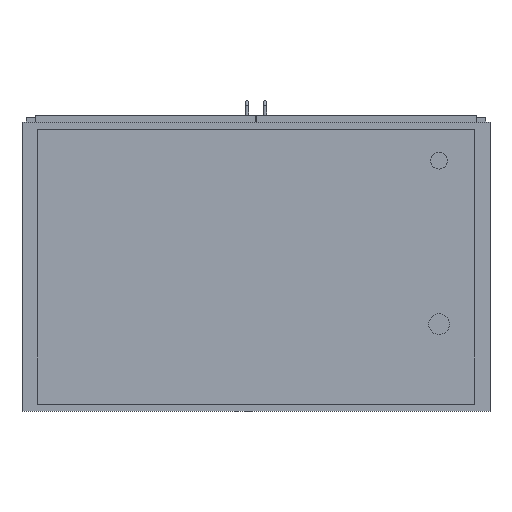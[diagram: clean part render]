
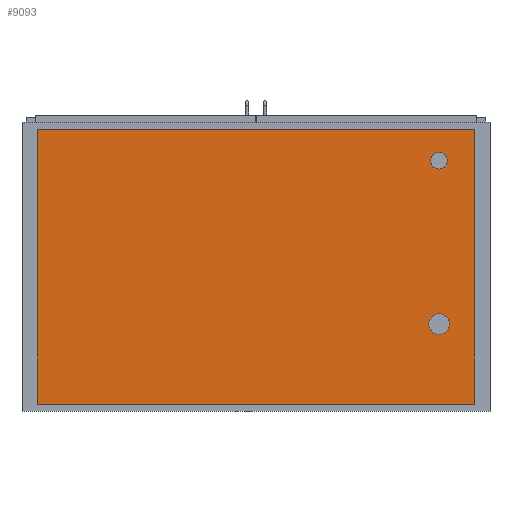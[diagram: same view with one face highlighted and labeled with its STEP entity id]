
A CAD part, front view. The second image highlights one B-rep face of the part: STEP entity #9093.
In plain terms, the highlighted planar face has unit normal (0, -1, 0).
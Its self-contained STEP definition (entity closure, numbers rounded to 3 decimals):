
#145=FACE_BOUND('',#964,.T.);
#146=FACE_BOUND('',#965,.T.);
#165=CIRCLE('',#9712,20.);
#167=CIRCLE('',#9716,25.);
#399=FACE_OUTER_BOUND('',#963,.T.);
#963=EDGE_LOOP('',(#6110,#6111,#6112,#6113));
#964=EDGE_LOOP('',(#6114));
#965=EDGE_LOOP('',(#6115));
#1570=LINE('',#13107,#2723);
#1572=LINE('',#13111,#2725);
#1574=LINE('',#13115,#2727);
#1576=LINE('',#13118,#2729);
#2723=VECTOR('',#10523,10.);
#2725=VECTOR('',#10527,10.);
#2727=VECTOR('',#10531,10.);
#2729=VECTOR('',#10535,10.);
#3838=VERTEX_POINT('',#13033);
#3840=VERTEX_POINT('',#13040);
#3861=VERTEX_POINT('',#13104);
#3862=VERTEX_POINT('',#13106);
#3863=VERTEX_POINT('',#13110);
#3864=VERTEX_POINT('',#13114);
#4709=EDGE_CURVE('',#3838,#3838,#165,.T.);
#4712=EDGE_CURVE('',#3840,#3840,#167,.T.);
#4742=EDGE_CURVE('',#3862,#3861,#1570,.T.);
#4744=EDGE_CURVE('',#3863,#3862,#1572,.T.);
#4746=EDGE_CURVE('',#3864,#3863,#1574,.T.);
#4748=EDGE_CURVE('',#3861,#3864,#1576,.T.);
#6110=ORIENTED_EDGE('',*,*,#4748,.T.);
#6111=ORIENTED_EDGE('',*,*,#4746,.T.);
#6112=ORIENTED_EDGE('',*,*,#4744,.T.);
#6113=ORIENTED_EDGE('',*,*,#4742,.T.);
#6114=ORIENTED_EDGE('',*,*,#4709,.T.);
#6115=ORIENTED_EDGE('',*,*,#4712,.T.);
#8611=PLANE('',#9733);
#9093=ADVANCED_FACE('',(#399,#145,#146),#8611,.T.);
#9712=AXIS2_PLACEMENT_3D('',#13035,#10457,#10458);
#9716=AXIS2_PLACEMENT_3D('',#13042,#10466,#10467);
#9733=AXIS2_PLACEMENT_3D('',#13119,#10536,#10537);
#10457=DIRECTION('center_axis',(0.,1.,0.));
#10458=DIRECTION('ref_axis',(1.,0.,0.));
#10466=DIRECTION('center_axis',(0.,1.,0.));
#10467=DIRECTION('ref_axis',(1.,0.,0.));
#10523=DIRECTION('',(0.,0.,1.));
#10527=DIRECTION('',(1.,0.,0.));
#10531=DIRECTION('',(0.,0.,-1.));
#10535=DIRECTION('',(-1.,0.,0.));
#10536=DIRECTION('center_axis',(0.,-1.,0.));
#10537=DIRECTION('ref_axis',(0.,0.,-1.));
#13033=CARTESIAN_POINT('',(420.,-370.,255.));
#13035=CARTESIAN_POINT('Origin',(440.,-370.,255.));
#13040=CARTESIAN_POINT('',(415.,-370.,-138.));
#13042=CARTESIAN_POINT('Origin',(440.,-370.,-138.));
#13104=CARTESIAN_POINT('',(525.,-370.,330.));
#13106=CARTESIAN_POINT('',(525.,-370.,-330.));
#13107=CARTESIAN_POINT('',(525.,-370.,330.));
#13110=CARTESIAN_POINT('',(-525.,-370.,-330.));
#13111=CARTESIAN_POINT('',(525.,-370.,-330.));
#13114=CARTESIAN_POINT('',(-525.,-370.,330.));
#13115=CARTESIAN_POINT('',(-525.,-370.,-330.));
#13118=CARTESIAN_POINT('',(-525.,-370.,330.));
#13119=CARTESIAN_POINT('Origin',(0.,-370.,0.));
